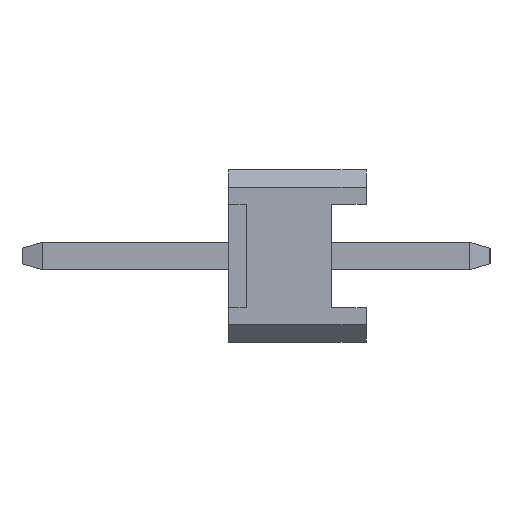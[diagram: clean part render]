
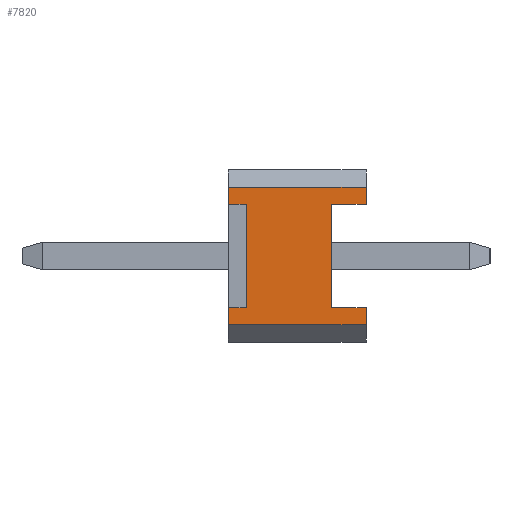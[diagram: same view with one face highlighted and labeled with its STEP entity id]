
A CAD part, left-side view. The second image highlights one B-rep face of the part: STEP entity #7820.
In plain terms, the highlighted planar face has unit normal (-1, 0, 0).
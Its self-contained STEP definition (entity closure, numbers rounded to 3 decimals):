
#3852=CARTESIAN_POINT('',(-0.635,0.,-1.));
#3853=VERTEX_POINT('',#3852);
#3860=CARTESIAN_POINT('',(-0.635,0.,-0.75));
#3861=VERTEX_POINT('',#3860);
#3862=CARTESIAN_POINT('',(-0.635,0.,-1.));
#3863=DIRECTION('',(0.,0.,1.));
#3864=VECTOR('',#3863,0.25);
#3865=LINE('',#3862,#3864);
#3866=EDGE_CURVE('',#3853,#3861,#3865,.T.);
#3884=CARTESIAN_POINT('',(-0.635,0.,0.75));
#3885=VERTEX_POINT('',#3884);
#3892=CARTESIAN_POINT('',(-0.635,0.,1.));
#3893=VERTEX_POINT('',#3892);
#3894=CARTESIAN_POINT('',(-0.635,0.,0.75));
#3895=DIRECTION('',(0.,0.,1.));
#3896=VECTOR('',#3895,0.25);
#3897=LINE('',#3894,#3896);
#3898=EDGE_CURVE('',#3885,#3893,#3897,.T.);
#4909=CARTESIAN_POINT('',(-0.635,-1.5,0.75));
#4910=VERTEX_POINT('',#4909);
#4911=CARTESIAN_POINT('',(-0.635,-1.5,-0.75));
#4912=VERTEX_POINT('',#4911);
#4913=CARTESIAN_POINT('',(-0.635,-1.5,0.75));
#4914=DIRECTION('',(0.,0.,-1.));
#4915=VECTOR('',#4914,1.5);
#4916=LINE('',#4913,#4915);
#4917=EDGE_CURVE('',#4910,#4912,#4916,.T.);
#6672=CARTESIAN_POINT('',(-0.635,-2.,0.75));
#6673=VERTEX_POINT('',#6672);
#6674=CARTESIAN_POINT('',(-0.635,-2.,0.75));
#6675=DIRECTION('',(0.,1.,0.));
#6676=VECTOR('',#6675,0.5);
#6677=LINE('',#6674,#6676);
#6678=EDGE_CURVE('',#6673,#4910,#6677,.T.);
#6703=CARTESIAN_POINT('',(-0.635,-2.,-0.75));
#6704=VERTEX_POINT('',#6703);
#6705=CARTESIAN_POINT('',(-0.635,-2.,-1.));
#6706=VERTEX_POINT('',#6705);
#6707=CARTESIAN_POINT('',(-0.635,-2.,-0.75));
#6708=DIRECTION('',(0.,0.,-1.));
#6709=VECTOR('',#6708,0.25);
#6710=LINE('',#6707,#6709);
#6711=EDGE_CURVE('',#6704,#6706,#6710,.T.);
#7215=CARTESIAN_POINT('',(-0.635,-2.,1.));
#7216=VERTEX_POINT('',#7215);
#7223=CARTESIAN_POINT('',(-0.635,-2.,1.));
#7224=DIRECTION('',(0.,0.,-1.));
#7225=VECTOR('',#7224,0.25);
#7226=LINE('',#7223,#7225);
#7227=EDGE_CURVE('',#7216,#6673,#7226,.T.);
#7238=CARTESIAN_POINT('',(-0.635,-1.5,-0.75));
#7239=DIRECTION('',(0.,-1.,0.));
#7240=VECTOR('',#7239,0.5);
#7241=LINE('',#7238,#7240);
#7242=EDGE_CURVE('',#4912,#6704,#7241,.T.);
#7340=CARTESIAN_POINT('',(-0.635,-0.26,0.75));
#7341=VERTEX_POINT('',#7340);
#7358=CARTESIAN_POINT('',(-0.635,-0.26,-0.75));
#7359=VERTEX_POINT('',#7358);
#7366=CARTESIAN_POINT('',(-0.635,-0.26,-0.75));
#7367=DIRECTION('',(0.,0.,1.));
#7368=VECTOR('',#7367,1.5);
#7369=LINE('',#7366,#7368);
#7370=EDGE_CURVE('',#7359,#7341,#7369,.T.);
#7781=CARTESIAN_POINT('',(-0.635,0.,-1.));
#7782=DIRECTION('',(0.,0.,1.));
#7783=DIRECTION('',(-1.,0.,0.));
#7784=AXIS2_PLACEMENT_3D('',#7781,#7783,#7782);
#7785=PLANE('',#7784);
#7786=CARTESIAN_POINT('',(-0.635,-0.26,-0.75));
#7787=DIRECTION('',(0.,1.,0.));
#7788=VECTOR('',#7787,0.26);
#7789=LINE('',#7786,#7788);
#7790=EDGE_CURVE('',#7359,#3861,#7789,.T.);
#7791=ORIENTED_EDGE('',*,*,#7790,.T.);
#7792=ORIENTED_EDGE('',*,*,#3866,.F.);
#7793=CARTESIAN_POINT('',(-0.635,0.,-1.));
#7794=DIRECTION('',(0.,-1.,0.));
#7795=VECTOR('',#7794,2.);
#7796=LINE('',#7793,#7795);
#7797=EDGE_CURVE('',#3853,#6706,#7796,.T.);
#7798=ORIENTED_EDGE('',*,*,#7797,.T.);
#7799=ORIENTED_EDGE('',*,*,#6711,.F.);
#7800=ORIENTED_EDGE('',*,*,#7242,.F.);
#7801=ORIENTED_EDGE('',*,*,#4917,.F.);
#7802=ORIENTED_EDGE('',*,*,#6678,.F.);
#7803=ORIENTED_EDGE('',*,*,#7227,.F.);
#7804=CARTESIAN_POINT('',(-0.635,-2.,1.));
#7805=DIRECTION('',(0.,1.,0.));
#7806=VECTOR('',#7805,2.);
#7807=LINE('',#7804,#7806);
#7808=EDGE_CURVE('',#7216,#3893,#7807,.T.);
#7809=ORIENTED_EDGE('',*,*,#7808,.T.);
#7810=ORIENTED_EDGE('',*,*,#3898,.F.);
#7811=CARTESIAN_POINT('',(-0.635,0.,0.75));
#7812=DIRECTION('',(0.,-1.,0.));
#7813=VECTOR('',#7812,0.26);
#7814=LINE('',#7811,#7813);
#7815=EDGE_CURVE('',#3885,#7341,#7814,.T.);
#7816=ORIENTED_EDGE('',*,*,#7815,.T.);
#7817=ORIENTED_EDGE('',*,*,#7370,.F.);
#7818=EDGE_LOOP('',(#7791,#7792,#7798,#7799,#7800,#7801,#7802,#7803,#7809,#7810,#7816,#7817));
#7819=FACE_OUTER_BOUND('',#7818,.T.);
#7820=ADVANCED_FACE('',(#7819),#7785,.T.);
